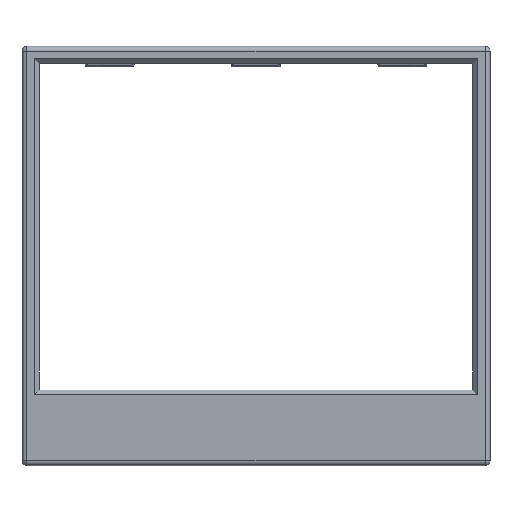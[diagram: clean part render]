
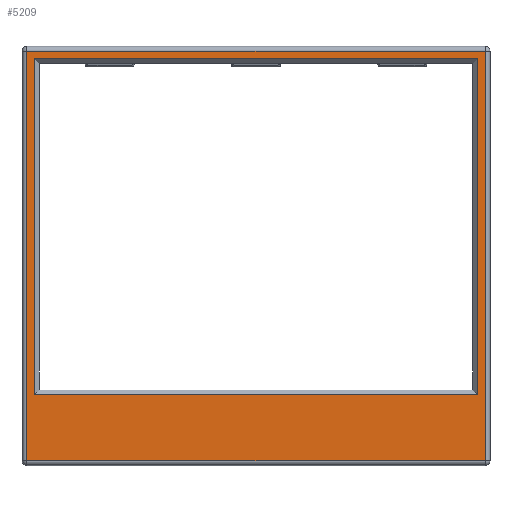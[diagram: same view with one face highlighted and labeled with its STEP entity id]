
A CAD part, top view. The second image highlights one B-rep face of the part: STEP entity #5209.
In plain terms, the highlighted planar face has unit normal (0, 0, 1).
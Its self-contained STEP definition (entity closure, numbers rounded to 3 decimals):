
#18 = EDGE_LOOP ( 'NONE', ( #4206, #2130, #1368, #148 ) ) ;
#79 = VECTOR ( 'NONE', #1537, 1000. ) ;
#148 = ORIENTED_EDGE ( 'NONE', *, *, #3160, .T. ) ;
#162 = ORIENTED_EDGE ( 'NONE', *, *, #5966, .T. ) ;
#174 = AXIS2_PLACEMENT_3D ( 'NONE', #341, #3745, #1802 ) ;
#226 = CARTESIAN_POINT ( 'NONE',  ( 0., -1., 4.5 ) ) ;
#297 = VERTEX_POINT ( 'NONE', #4597 ) ;
#341 = CARTESIAN_POINT ( 'NONE',  ( 0., 0., 4.5 ) ) ;
#417 = CARTESIAN_POINT ( 'NONE',  ( -2.5, -14.5, 4.5 ) ) ;
#439 = ORIENTED_EDGE ( 'NONE', *, *, #571, .T. ) ;
#571 = EDGE_CURVE ( 'NONE', #6006, #2825, #2663, .T. ) ;
#627 = DIRECTION ( 'NONE',  ( 0., -1., 0. ) ) ;
#689 = DIRECTION ( 'NONE',  ( -1., 0., 0. ) ) ;
#787 = CARTESIAN_POINT ( 'NONE',  ( 90., 68., 4.5 ) ) ;
#840 = CARTESIAN_POINT ( 'NONE',  ( -1., -1., 4.5 ) ) ;
#863 = CARTESIAN_POINT ( 'NONE',  ( 91.5, -14.5, 4.5 ) ) ;
#1100 = CARTESIAN_POINT ( 'NONE',  ( 0., 68., 4.5 ) ) ;
#1201 = VERTEX_POINT ( 'NONE', #840 ) ;
#1206 = EDGE_CURVE ( 'NONE', #297, #6006, #2746, .T. ) ;
#1261 = VECTOR ( 'NONE', #4708, 1000. ) ;
#1328 = EDGE_CURVE ( 'NONE', #3093, #297, #4178, .T. ) ;
#1368 = ORIENTED_EDGE ( 'NONE', *, *, #5729, .T. ) ;
#1537 = DIRECTION ( 'NONE',  ( 1., 0., 0. ) ) ;
#1629 = LINE ( 'NONE', #226, #4957 ) ;
#1733 = CARTESIAN_POINT ( 'NONE',  ( 90., -1., 4.5 ) ) ;
#1802 = DIRECTION ( 'NONE',  ( 1., 0., 0. ) ) ;
#1836 = CARTESIAN_POINT ( 'NONE',  ( -1., 0., 4.5 ) ) ;
#1910 = EDGE_CURVE ( 'NONE', #2757, #3523, #3974, .T. ) ;
#1995 = EDGE_LOOP ( 'NONE', ( #162, #2569, #4423, #439 ) ) ;
#2047 = CARTESIAN_POINT ( 'NONE',  ( 92.5, -14.5, 4.5 ) ) ;
#2096 = LINE ( 'NONE', #1836, #2230 ) ;
#2130 = ORIENTED_EDGE ( 'NONE', *, *, #1910, .T. ) ;
#2230 = VECTOR ( 'NONE', #3035, 1000. ) ;
#2344 = CARTESIAN_POINT ( 'NONE',  ( -3.5, 69.5, 4.5 ) ) ;
#2366 = VECTOR ( 'NONE', #4208, 1000. ) ;
#2569 = ORIENTED_EDGE ( 'NONE', *, *, #1328, .T. ) ;
#2663 = LINE ( 'NONE', #4528, #5440 ) ;
#2746 = LINE ( 'NONE', #2344, #1261 ) ;
#2757 = VERTEX_POINT ( 'NONE', #787 ) ;
#2825 = VERTEX_POINT ( 'NONE', #417 ) ;
#3035 = DIRECTION ( 'NONE',  ( 0., 1., 0. ) ) ;
#3093 = VERTEX_POINT ( 'NONE', #863 ) ;
#3160 = EDGE_CURVE ( 'NONE', #1201, #3830, #2096, .T. ) ;
#3523 = VERTEX_POINT ( 'NONE', #1733 ) ;
#3680 = FACE_BOUND ( 'NONE', #18, .T. ) ;
#3745 = DIRECTION ( 'NONE',  ( 0., 0., 1. ) ) ;
#3813 = EDGE_CURVE ( 'NONE', #3830, #2757, #5305, .T. ) ;
#3830 = VERTEX_POINT ( 'NONE', #3884 ) ;
#3884 = CARTESIAN_POINT ( 'NONE',  ( -1., 68., 4.5 ) ) ;
#3909 = VECTOR ( 'NONE', #627, 1000. ) ;
#3974 = LINE ( 'NONE', #5490, #3909 ) ;
#4178 = LINE ( 'NONE', #5074, #2366 ) ;
#4206 = ORIENTED_EDGE ( 'NONE', *, *, #3813, .T. ) ;
#4208 = DIRECTION ( 'NONE',  ( 0., 1., 0. ) ) ;
#4214 = DIRECTION ( 'NONE',  ( 1., 0., 0. ) ) ;
#4234 = PLANE ( 'NONE',  #174 ) ;
#4423 = ORIENTED_EDGE ( 'NONE', *, *, #1206, .T. ) ;
#4528 = CARTESIAN_POINT ( 'NONE',  ( -2.5, -15.5, 4.5 ) ) ;
#4597 = CARTESIAN_POINT ( 'NONE',  ( 91.5, 69.5, 4.5 ) ) ;
#4708 = DIRECTION ( 'NONE',  ( -1., 0., 0. ) ) ;
#4733 = FACE_OUTER_BOUND ( 'NONE', #1995, .T. ) ;
#4933 = DIRECTION ( 'NONE',  ( 0., -1., 0. ) ) ;
#4957 = VECTOR ( 'NONE', #689, 1000. ) ;
#5074 = CARTESIAN_POINT ( 'NONE',  ( 91.5, 70.5, 4.5 ) ) ;
#5209 = ADVANCED_FACE ( 'NONE', ( #4733, #3680 ), #4234, .T. ) ;
#5305 = LINE ( 'NONE', #1100, #79 ) ;
#5440 = VECTOR ( 'NONE', #4933, 1000. ) ;
#5456 = VECTOR ( 'NONE', #4214, 1000. ) ;
#5490 = CARTESIAN_POINT ( 'NONE',  ( 90., 0., 4.5 ) ) ;
#5729 = EDGE_CURVE ( 'NONE', #3523, #1201, #1629, .T. ) ;
#5802 = LINE ( 'NONE', #2047, #5456 ) ;
#5836 = CARTESIAN_POINT ( 'NONE',  ( -2.5, 69.5, 4.5 ) ) ;
#5966 = EDGE_CURVE ( 'NONE', #2825, #3093, #5802, .T. ) ;
#6006 = VERTEX_POINT ( 'NONE', #5836 ) ;
